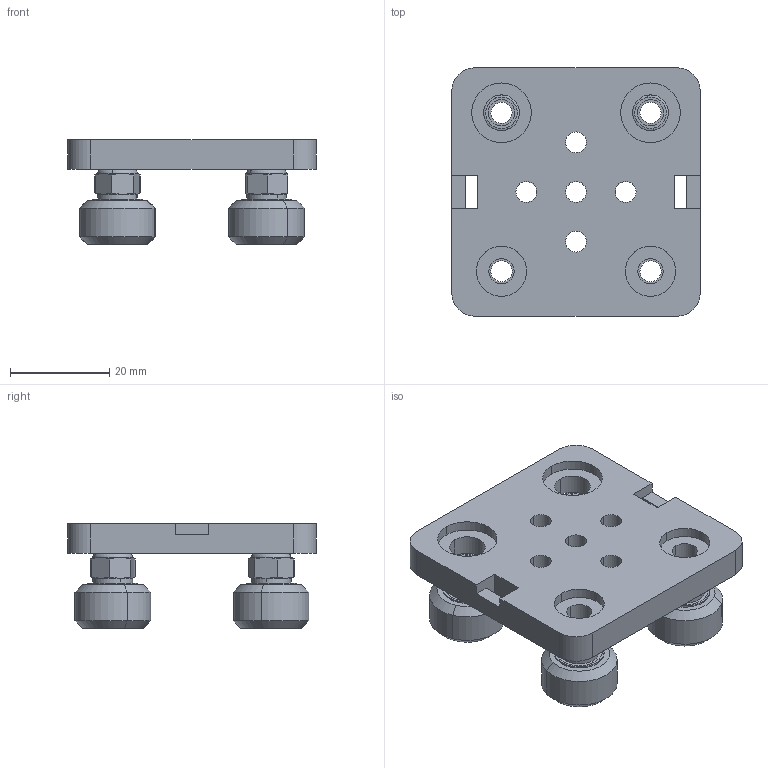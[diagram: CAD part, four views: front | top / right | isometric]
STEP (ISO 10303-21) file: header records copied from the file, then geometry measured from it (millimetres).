
FILE_DESCRIPTION (( 'STEP AP214' ), '1' );
FILE_NAME ('miniVSlide.STEP', '2025-09-18T19:07:33', ( '' ), ( '' ), 'SwSTEP 2.0', 'SolidWorks 2024', '' );
FILE_SCHEMA (( 'AUTOMOTIVE_DESIGN' ));
Length unit declared in the file: metre
Products named in the file (1): miniVSlide
Bounding box: 50 x 50 x 21.1 mm (x, y, z)
Volume: 18992.2 mm3; surface area: 14938.4 mm2
Topology: 25 solids, 25 shells, 434 faces, 926 edges, 592 vertices
Faces by surface type: cylinder 214, plane 140, cone 72, torus 8
Entity records: 17111 total; most frequent: CARTESIAN_POINT 2241, DIRECTION 2220, ORIENTED_EDGE 1852, AXIS2_PLACEMENT_3D 955, EDGE_CURVE 926, VERTEX_POINT 592, EDGE_LOOP 554, CIRCLE 520
